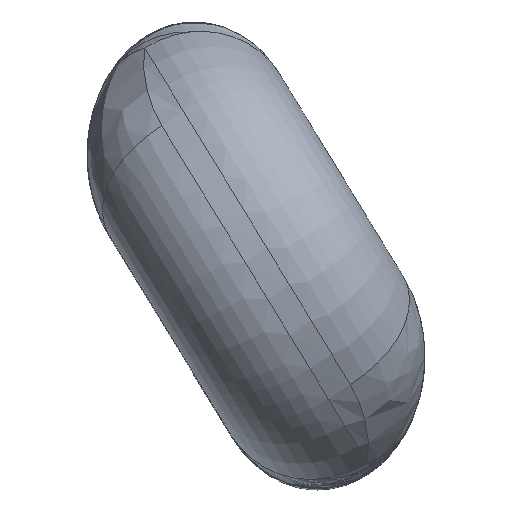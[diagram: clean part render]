
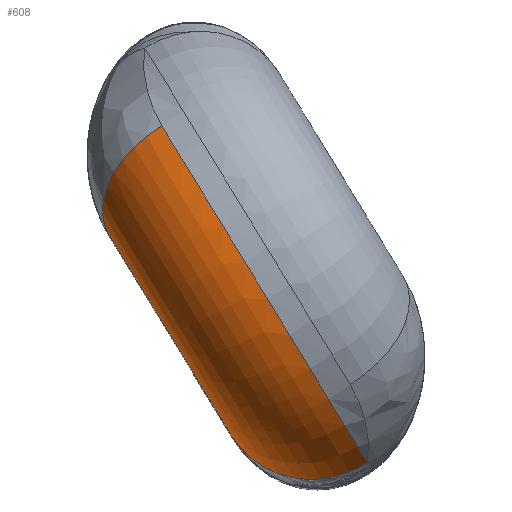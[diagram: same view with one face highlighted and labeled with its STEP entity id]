
A CAD part, top view. The second image highlights one B-rep face of the part: STEP entity #608.
In plain terms, the highlighted toroidal (fillet/blend) face has major radius 11.791 mm and minor radius 8.05 mm.
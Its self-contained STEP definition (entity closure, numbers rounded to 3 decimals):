
#21 = AXIS2_PLACEMENT_3D ( 'NONE', #3159, #1131, #3496 ) ;
#48 = AXIS2_PLACEMENT_3D ( 'NONE', #313, #1974, #3029 ) ;
#109 = AXIS2_PLACEMENT_3D ( 'NONE', #1565, #3948, #1905 ) ;
#201 = CARTESIAN_POINT ( 'NONE',  ( 1.274, -9.579, 56.512 ) ) ;
#229 = CARTESIAN_POINT ( 'NONE',  ( -4.591, -8.578, 54.768 ) ) ;
#242 = CARTESIAN_POINT ( 'NONE',  ( -0.445, -9.795, 56.143 ) ) ;
#313 = CARTESIAN_POINT ( 'NONE',  ( -5.767, 7.46, 50. ) ) ;
#382 = VERTEX_POINT ( 'NONE', #2972 ) ;
#395 = EDGE_CURVE ( 'NONE', #3033, #4155, #3782, .T. ) ;
#551 = CARTESIAN_POINT ( 'NONE',  ( 3.204, -8.899, 56.805 ) ) ;
#563 = CARTESIAN_POINT ( 'NONE',  ( -6.079, -7.29, 54.036 ) ) ;
#578 = CARTESIAN_POINT ( 'NONE',  ( -4.201, -8.812, 54.93 ) ) ;
#608 = ADVANCED_FACE ( 'NONE', ( #2351 ), #1445, .T. ) ;
#644 = B_SPLINE_CURVE_WITH_KNOTS ( 'NONE', 3,
 ( #3944, #2247, #2588, #563, #2931, #909, #3276, #1245, #3613, #1577, #3960, #1917, #4303, #2261, #229, #2604, #578, #2946, #922, #3289, #1257, #3629, #1592, #3973, #1932, #4318, #2278, #242, #2619 ),
 .UNSPECIFIED., .F., .F.,
 ( 4, 2, 2, 1, 1, 1, 2, 2, 2, 2, 1, 1, 1, 1, 2, 2, 2, 4 ),
 ( 0., 0.125, 0.187, 0.219, 0.234, 0.242, 0.246, 0.25, 0.375, 0.437, 0.469, 0.484, 0.492, 0.496, 0.498, 0.5, 0.75, 1. ),
 .UNSPECIFIED. ) ;
#755 = ORIENTED_EDGE ( 'NONE', *, *, #3577, .T. ) ;
#896 = ORIENTED_EDGE ( 'NONE', *, *, #3122, .F. ) ;
#909 = CARTESIAN_POINT ( 'NONE',  ( -5.786, -7.604, 54.197 ) ) ;
#922 = CARTESIAN_POINT ( 'NONE',  ( -3.926, -8.958, 55.04 ) ) ;
#1009 = VERTEX_POINT ( 'NONE', #3227 ) ;
#1015 = EDGE_LOOP ( 'NONE', ( #1222, #2992, #755, #1745, #896 ) ) ;
#1077 = CIRCLE ( 'NONE', #21, 19.841 ) ;
#1131 = DIRECTION ( 'NONE',  ( 0.854, 0.521, 0. ) ) ;
#1222 = ORIENTED_EDGE ( 'NONE', *, *, #395, .T. ) ;
#1245 = CARTESIAN_POINT ( 'NONE',  ( -5.586, -7.798, 54.301 ) ) ;
#1257 = CARTESIAN_POINT ( 'NONE',  ( -3.811, -9.015, 55.084 ) ) ;
#1428 = VERTEX_POINT ( 'NONE', #3560 ) ;
#1445 = TOROIDAL_SURFACE ( 'NONE', #48, 11.791, 8.05 ) ;
#1565 = CARTESIAN_POINT ( 'NONE',  ( -12.638, 3.267, 50. ) ) ;
#1577 = CARTESIAN_POINT ( 'NONE',  ( -5.507, -7.871, 54.341 ) ) ;
#1592 = CARTESIAN_POINT ( 'NONE',  ( -3.783, -9.029, 55.095 ) ) ;
#1617 = DIRECTION ( 'NONE',  ( 0.402, -0.658, 0.637 ) ) ;
#1745 = ORIENTED_EDGE ( 'NONE', *, *, #2440, .T. ) ;
#1788 = CARTESIAN_POINT ( 'NONE',  ( -12.352, 18.251, 65.293 ) ) ;
#1905 = DIRECTION ( 'NONE',  ( -0.521, 0.854, 0. ) ) ;
#1917 = CARTESIAN_POINT ( 'NONE',  ( -5.482, -7.894, 54.354 ) ) ;
#1932 = CARTESIAN_POINT ( 'NONE',  ( -3.199, -9.307, 55.319 ) ) ;
#1974 = DIRECTION ( 'NONE',  ( 0.854, 0.521, 0. ) ) ;
#2247 = CARTESIAN_POINT ( 'NONE',  ( -6.608, -6.614, 53.716 ) ) ;
#2261 = CARTESIAN_POINT ( 'NONE',  ( -5.015, -8.289, 54.581 ) ) ;
#2278 = CARTESIAN_POINT ( 'NONE',  ( -1.184, -9.762, 55.949 ) ) ;
#2351 = FACE_OUTER_BOUND ( 'NONE', #1015, .T. ) ;
#2414 = AXIS2_PLACEMENT_3D ( 'NONE', #3655, #1617, #4002 ) ;
#2440 = EDGE_CURVE ( 'NONE', #1009, #382, #2868, .T. ) ;
#2499 = EDGE_CURVE ( 'NONE', #1428, #4155, #2985, .T. ) ;
#2575 = CARTESIAN_POINT ( 'NONE',  ( 2.503, -9.196, 56.712 ) ) ;
#2588 = CARTESIAN_POINT ( 'NONE',  ( -6.408, -6.894, 53.844 ) ) ;
#2604 = CARTESIAN_POINT ( 'NONE',  ( -4.441, -8.674, 54.832 ) ) ;
#2619 = CARTESIAN_POINT ( 'NONE',  ( 0.319, -9.713, 56.311 ) ) ;
#2868 = B_SPLINE_CURVE_WITH_KNOTS ( 'NONE', 3,
 ( #3932, #4274, #201, #2575, #551, #2918 ),
 .UNSPECIFIED., .F., .F.,
 ( 4, 2, 4 ),
 ( 0., 0.5, 1. ),
 .UNSPECIFIED. ) ;
#2918 = CARTESIAN_POINT ( 'NONE',  ( 3.932, -8.433, 56.857 ) ) ;
#2931 = CARTESIAN_POINT ( 'NONE',  ( -5.964, -7.418, 54.1 ) ) ;
#2946 = CARTESIAN_POINT ( 'NONE',  ( -4.077, -8.881, 54.98 ) ) ;
#2972 = CARTESIAN_POINT ( 'NONE',  ( 3.932, -8.433, 56.857 ) ) ;
#2985 = CIRCLE ( 'NONE', #109, 11.791 ) ;
#2992 = ORIENTED_EDGE ( 'NONE', *, *, #2499, .F. ) ;
#3029 = DIRECTION ( 'NONE',  ( -0.521, 0.854, 0. ) ) ;
#3033 = VERTEX_POINT ( 'NONE', #1788 ) ;
#3122 = EDGE_CURVE ( 'NONE', #3033, #382, #1077, .T. ) ;
#3159 = CARTESIAN_POINT ( 'NONE',  ( -5.767, 7.46, 50. ) ) ;
#3227 = CARTESIAN_POINT ( 'NONE',  ( 0.319, -9.713, 56.311 ) ) ;
#3276 = CARTESIAN_POINT ( 'NONE',  ( -5.695, -7.695, 54.245 ) ) ;
#3289 = CARTESIAN_POINT ( 'NONE',  ( -3.85, -8.996, 55.069 ) ) ;
#3460 = CARTESIAN_POINT ( 'NONE',  ( -16.552, 9.679, 59.088 ) ) ;
#3496 = DIRECTION ( 'NONE',  ( -0.521, 0.854, 0. ) ) ;
#3560 = CARTESIAN_POINT ( 'NONE',  ( -6.787, -6.321, 53.589 ) ) ;
#3577 = EDGE_CURVE ( 'NONE', #1428, #1009, #644, .T. ) ;
#3613 = CARTESIAN_POINT ( 'NONE',  ( -5.531, -7.849, 54.329 ) ) ;
#3629 = CARTESIAN_POINT ( 'NONE',  ( -3.794, -9.023, 55.091 ) ) ;
#3655 = CARTESIAN_POINT ( 'NONE',  ( -9.681, 13.873, 59.088 ) ) ;
#3782 = CIRCLE ( 'NONE', #2414, 8.05 ) ;
#3932 = CARTESIAN_POINT ( 'NONE',  ( 0.319, -9.713, 56.311 ) ) ;
#3944 = CARTESIAN_POINT ( 'NONE',  ( -6.787, -6.321, 53.589 ) ) ;
#3948 = DIRECTION ( 'NONE',  ( -0.854, -0.521, 0. ) ) ;
#3960 = CARTESIAN_POINT ( 'NONE',  ( -5.491, -7.885, 54.349 ) ) ;
#3973 = CARTESIAN_POINT ( 'NONE',  ( -3.776, -9.032, 55.098 ) ) ;
#4002 = DIRECTION ( 'NONE',  ( 0., -0.696, -0.718 ) ) ;
#4155 = VERTEX_POINT ( 'NONE', #3460 ) ;
#4274 = CARTESIAN_POINT ( 'NONE',  ( 0.744, -9.668, 56.405 ) ) ;
#4303 = CARTESIAN_POINT ( 'NONE',  ( -5.261, -8.092, 54.465 ) ) ;
#4318 = CARTESIAN_POINT ( 'NONE',  ( -2.561, -9.518, 55.537 ) ) ;
